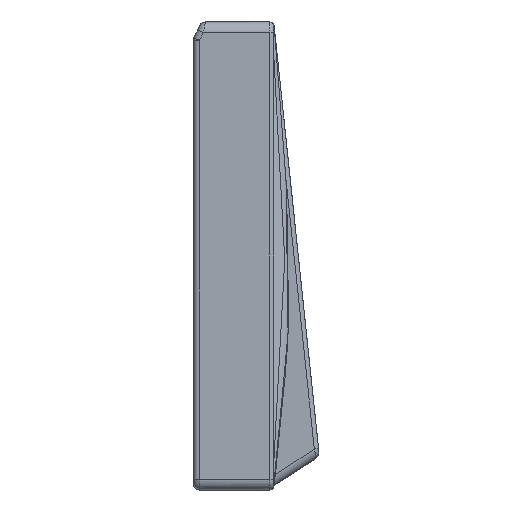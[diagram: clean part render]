
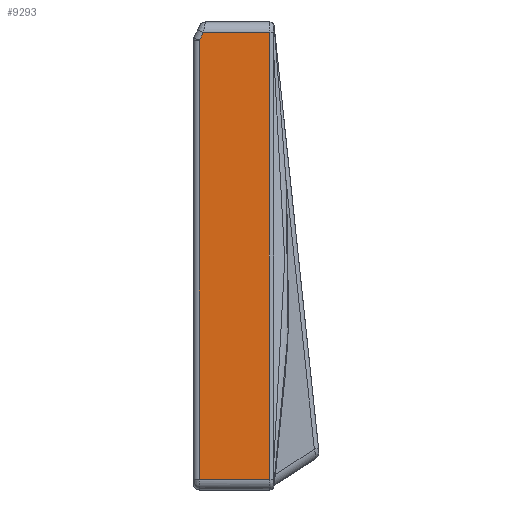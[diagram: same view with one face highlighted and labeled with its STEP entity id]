
A CAD part, left-side view. The second image highlights one B-rep face of the part: STEP entity #9293.
In plain terms, the highlighted planar face has unit normal (-1, 0, 0).
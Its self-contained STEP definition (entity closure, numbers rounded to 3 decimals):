
#168=PLANE('',#9872);
#878=FACE_OUTER_BOUND('',#1425,.T.);
#1425=EDGE_LOOP('',(#7524,#7525,#7526,#7527,#7528));
#2504=LINE('',#23635,#3133);
#2515=LINE('',#23695,#3144);
#2518=LINE('',#23711,#3147);
#2667=LINE('',#25572,#3296);
#2668=LINE('',#25573,#3297);
#3133=VECTOR('',#10870,1.5);
#3144=VECTOR('',#10911,10.);
#3147=VECTOR('',#10920,1000.);
#3296=VECTOR('',#11325,1000.);
#3297=VECTOR('',#11326,10.);
#4058=VERTEX_POINT('',#23574);
#4067=VERTEX_POINT('',#23627);
#4083=VERTEX_POINT('',#23693);
#4084=VERTEX_POINT('',#23710);
#4292=VERTEX_POINT('',#25571);
#5225=EDGE_CURVE('',#4067,#4058,#2504,.T.);
#5247=EDGE_CURVE('',#4083,#4067,#2515,.T.);
#5251=EDGE_CURVE('',#4084,#4058,#2518,.T.);
#5527=EDGE_CURVE('',#4083,#4292,#2667,.T.);
#5528=EDGE_CURVE('',#4292,#4084,#2668,.T.);
#7524=ORIENTED_EDGE('',*,*,#5225,.F.);
#7525=ORIENTED_EDGE('',*,*,#5247,.F.);
#7526=ORIENTED_EDGE('',*,*,#5527,.T.);
#7527=ORIENTED_EDGE('',*,*,#5528,.T.);
#7528=ORIENTED_EDGE('',*,*,#5251,.T.);
#9293=ADVANCED_FACE('',(#878),#168,.F.);
#9872=AXIS2_PLACEMENT_3D('',#25570,#11323,#11324);
#10870=DIRECTION('',(0.,-0.447,0.894));
#10911=DIRECTION('',(0.,0.,1.));
#10920=DIRECTION('',(0.,1.,0.));
#11323=DIRECTION('center_axis',(1.,0.,0.));
#11324=DIRECTION('ref_axis',(0.,0.,-1.));
#11325=DIRECTION('',(0.,-1.,0.));
#11326=DIRECTION('',(0.,0.,1.));
#23574=CARTESIAN_POINT('',(-147.85,16.573,52.6));
#23627=CARTESIAN_POINT('',(-147.85,17.5,50.746));
#23635=CARTESIAN_POINT('',(-147.85,60.138,-34.531));
#23693=CARTESIAN_POINT('',(-147.85,17.5,-52.6));
#23695=CARTESIAN_POINT('',(-147.85,17.5,-27.55));
#23710=CARTESIAN_POINT('',(-147.85,1.,52.6));
#23711=CARTESIAN_POINT('',(-147.85,19.,52.6));
#25570=CARTESIAN_POINT('Origin',(-147.85,19.,-55.1));
#25571=CARTESIAN_POINT('',(-147.85,1.,-52.6));
#25572=CARTESIAN_POINT('',(-147.85,19.,-52.6));
#25573=CARTESIAN_POINT('',(-147.85,1.,-52.6));
